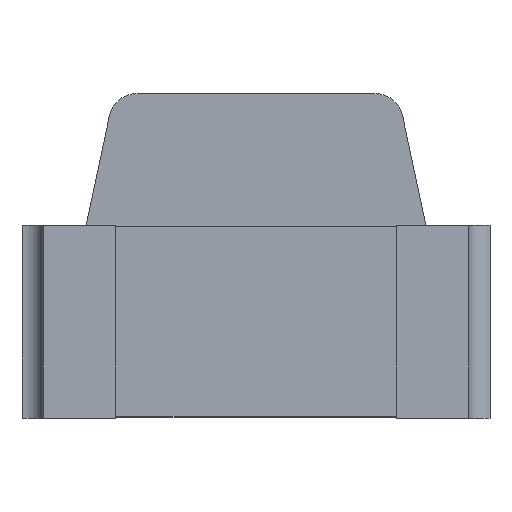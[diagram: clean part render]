
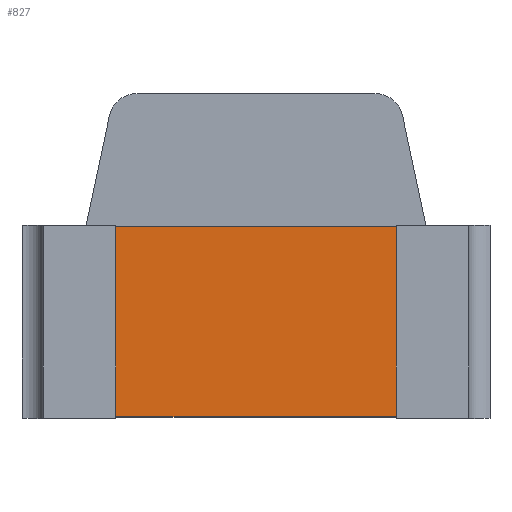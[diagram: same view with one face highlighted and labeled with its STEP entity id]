
A CAD part, top view. The second image highlights one B-rep face of the part: STEP entity #827.
In plain terms, the highlighted planar face has unit normal (0, 0, 1).
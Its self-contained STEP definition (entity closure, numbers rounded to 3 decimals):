
#10 = EDGE_CURVE ( 'NONE', #218, #1009, #46, .T. ) ;
#46 = LINE ( 'NONE', #117, #183 ) ;
#78 = EDGE_CURVE ( 'NONE', #252, #218, #93, .T. ) ;
#93 = LINE ( 'NONE', #1172, #444 ) ;
#117 = CARTESIAN_POINT ( 'NONE',  ( 0.495, 0.312, 0.295 ) ) ;
#139 = ORIENTED_EDGE ( 'NONE', *, *, #452, .F. ) ;
#183 = VECTOR ( 'NONE', #245, 1000. ) ;
#200 = CARTESIAN_POINT ( 'NONE',  ( -0.72, -0.358, 0.295 ) ) ;
#218 = VERTEX_POINT ( 'NONE', #726 ) ;
#245 = DIRECTION ( 'NONE',  ( 0., 1., 0. ) ) ;
#252 = VERTEX_POINT ( 'NONE', #200 ) ;
#335 = VECTOR ( 'NONE', #875, 1000. ) ;
#379 = CARTESIAN_POINT ( 'NONE',  ( -0.82, 0.312, 0.295 ) ) ;
#396 = ORIENTED_EDGE ( 'NONE', *, *, #78, .T. ) ;
#444 = VECTOR ( 'NONE', #1165, 1000. ) ;
#452 = EDGE_CURVE ( 'NONE', #665, #1009, #1098, .T. ) ;
#533 = CARTESIAN_POINT ( 'NONE',  ( -0.72, 0.312, 0.295 ) ) ;
#555 = AXIS2_PLACEMENT_3D ( 'NONE', #1164, #775, #692 ) ;
#591 = VECTOR ( 'NONE', #1014, 1000. ) ;
#595 = FACE_OUTER_BOUND ( 'NONE', #782, .T. ) ;
#644 = EDGE_CURVE ( 'NONE', #665, #252, #968, .T. ) ;
#654 = CARTESIAN_POINT ( 'NONE',  ( 0.495, 0.312, 0.295 ) ) ;
#665 = VERTEX_POINT ( 'NONE', #533 ) ;
#692 = DIRECTION ( 'NONE',  ( 0., -1., 0. ) ) ;
#726 = CARTESIAN_POINT ( 'NONE',  ( 0.495, -0.358, 0.295 ) ) ;
#775 = DIRECTION ( 'NONE',  ( 0., 0., -1. ) ) ;
#782 = EDGE_LOOP ( 'NONE', ( #396, #1104, #139, #814 ) ) ;
#799 = CARTESIAN_POINT ( 'NONE',  ( -0.72, -9.688, 0.295 ) ) ;
#814 = ORIENTED_EDGE ( 'NONE', *, *, #644, .T. ) ;
#827 = ADVANCED_FACE ( 'NONE', ( #595 ), #1137, .F. ) ;
#875 = DIRECTION ( 'NONE',  ( 0., -1., 0. ) ) ;
#968 = LINE ( 'NONE', #799, #335 ) ;
#1009 = VERTEX_POINT ( 'NONE', #654 ) ;
#1014 = DIRECTION ( 'NONE',  ( 1., 0., 0. ) ) ;
#1098 = LINE ( 'NONE', #379, #591 ) ;
#1104 = ORIENTED_EDGE ( 'NONE', *, *, #10, .T. ) ;
#1137 = PLANE ( 'NONE',  #555 ) ;
#1164 = CARTESIAN_POINT ( 'NONE',  ( -0.82, 0.312, 0.295 ) ) ;
#1165 = DIRECTION ( 'NONE',  ( 1., 0., 0. ) ) ;
#1172 = CARTESIAN_POINT ( 'NONE',  ( -0.82, -0.358, 0.295 ) ) ;
